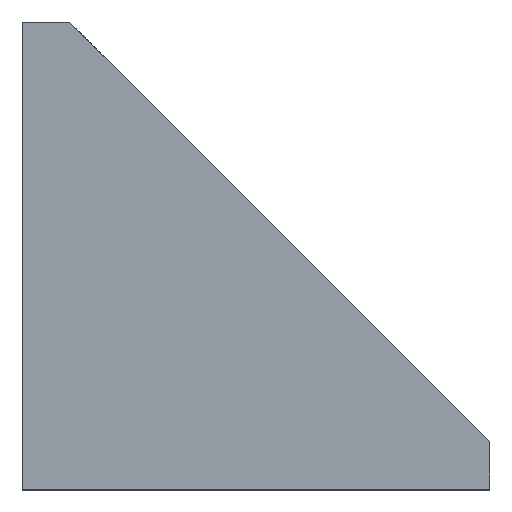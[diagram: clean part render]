
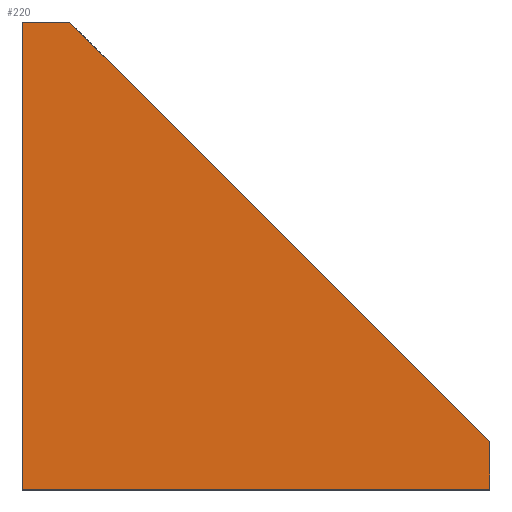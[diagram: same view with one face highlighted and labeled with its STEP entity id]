
A CAD part, top view. The second image highlights one B-rep face of the part: STEP entity #220.
In plain terms, the highlighted planar face has unit normal (0, 0, 1).
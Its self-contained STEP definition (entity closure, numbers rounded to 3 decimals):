
#220=ADVANCED_FACE('',(#312),#313,.F.);
#312=FACE_OUTER_BOUND('',#489,.T.);
#313=PLANE('',#490);
#489=EDGE_LOOP('',(#733,#734,#735,#736,#737));
#490=AXIS2_PLACEMENT_3D('',#738,#739,#740);
#733=ORIENTED_EDGE('',*,*,#1407,.T.);
#734=ORIENTED_EDGE('',*,*,#1408,.F.);
#735=ORIENTED_EDGE('',*,*,#1409,.T.);
#736=ORIENTED_EDGE('',*,*,#1410,.T.);
#737=ORIENTED_EDGE('',*,*,#1411,.F.);
#738=CARTESIAN_POINT('',(0.0,0.0,44.0));
#739=DIRECTION('',(0.0,0.0,-1.0));
#740=DIRECTION('',(-1.0,0.0,0.0));
#1407=EDGE_CURVE('',#1690,#1691,#1692,.T.);
#1408=EDGE_CURVE('',#1693,#1691,#1694,.T.);
#1409=EDGE_CURVE('',#1693,#1695,#1696,.T.);
#1410=EDGE_CURVE('',#1695,#1697,#1698,.T.);
#1411=EDGE_CURVE('',#1690,#1697,#1699,.T.);
#1690=VERTEX_POINT('',#2108);
#1691=VERTEX_POINT('',#2109);
#1692=LINE('',#2110,#2111);
#1693=VERTEX_POINT('',#2112);
#1694=LINE('',#2113,#2114);
#1695=VERTEX_POINT('',#2115);
#1696=LINE('',#2116,#2117);
#1697=VERTEX_POINT('',#2118);
#1698=LINE('',#2119,#2120);
#1699=LINE('',#2121,#2122);
#2108=CARTESIAN_POINT('',(86.0,8.75,44.0));
#2109=CARTESIAN_POINT('',(8.75,86.0,44.0));
#2110=CARTESIAN_POINT('',(89.75,5.,44.0));
#2111=VECTOR('',#2613,1.0);
#2112=CARTESIAN_POINT('',(0.,86.0,44.0));
#2113=CARTESIAN_POINT('',(0.,86.0,44.0));
#2114=VECTOR('',#2614,1.0);
#2115=CARTESIAN_POINT('',(0.,0.0,44.0));
#2116=CARTESIAN_POINT('',(0.0,47.375,44.0));
#2117=VECTOR('',#2615,1.0);
#2118=CARTESIAN_POINT('',(86.0,0.0,44.0));
#2119=CARTESIAN_POINT('',(47.375,0.0,44.0));
#2120=VECTOR('',#2616,1.0);
#2121=CARTESIAN_POINT('',(86.0,0.,44.0));
#2122=VECTOR('',#2617,1.0);
#2613=DIRECTION('',(-0.707,0.707,0.0));
#2614=DIRECTION('',(1.0,0.,0.0));
#2615=DIRECTION('',(0.,-1.0,0.0));
#2616=DIRECTION('',(1.0,0.,0.0));
#2617=DIRECTION('',(0.,-1.0,0.0));
